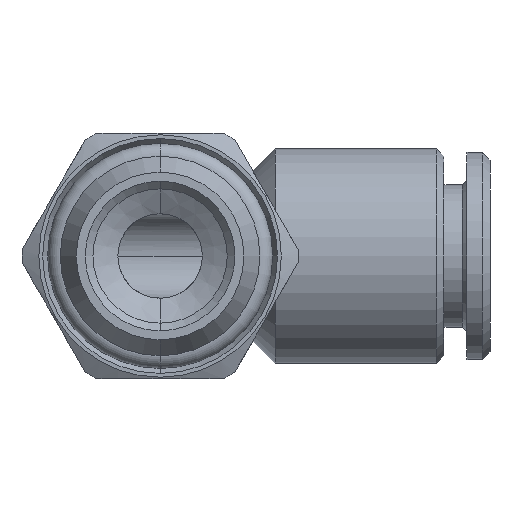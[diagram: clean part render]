
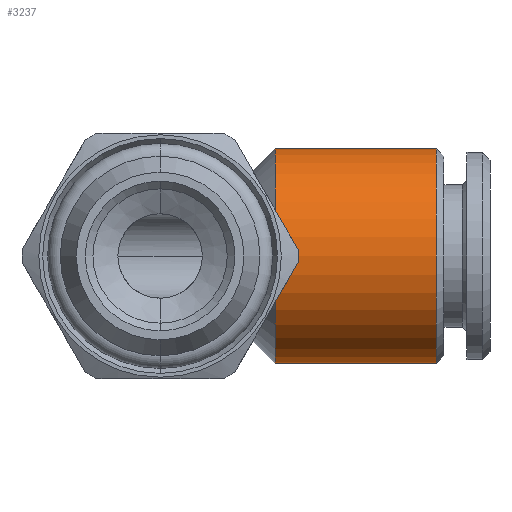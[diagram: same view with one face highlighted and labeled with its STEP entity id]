
A CAD part, front view. The second image highlights one B-rep face of the part: STEP entity #3237.
In plain terms, the highlighted cylindrical face has radius 7 mm (diameter 14 mm), a partial arc.
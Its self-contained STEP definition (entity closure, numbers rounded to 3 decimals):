
#267 = CARTESIAN_POINT ( 'NONE',  ( 7.5, 0., -7. ) ) ;
#428 = DIRECTION ( 'NONE',  ( -1., 0., 0. ) ) ;
#429 = VECTOR ( 'NONE', #428, 1000. ) ;
#438 = CARTESIAN_POINT ( 'NONE',  ( -3.45, 0., -7. ) ) ;
#439 = LINE ( 'NONE', #438, #429 ) ;
#1085 = DIRECTION ( 'NONE',  ( 0., 0., 1. ) ) ;
#1088 = CIRCLE ( 'NONE', #1092, 7. ) ;
#1091 = DIRECTION ( 'NONE',  ( -1., 0., 0. ) ) ;
#1092 = AXIS2_PLACEMENT_3D ( 'NONE', #1097, #1091, #1085 ) ;
#1097 = CARTESIAN_POINT ( 'NONE',  ( 7.5, 0., 0. ) ) ;
#1158 = CYLINDRICAL_SURFACE ( 'NONE', #1161, 7. ) ;
#1161 = AXIS2_PLACEMENT_3D ( 'NONE', #1179, #1167, #1166 ) ;
#1166 = DIRECTION ( 'NONE',  ( 0., 0., 1. ) ) ;
#1167 = DIRECTION ( 'NONE',  ( -1., 0., 0. ) ) ;
#1168 = FACE_OUTER_BOUND ( 'NONE', #3240, .T. ) ;
#1179 = CARTESIAN_POINT ( 'NONE',  ( -3.45, 0., 0. ) ) ;
#1206 = DIRECTION ( 'NONE',  ( -1., 0., 0. ) ) ;
#1207 = CARTESIAN_POINT ( 'NONE',  ( 18., 0., 0. ) ) ;
#1208 = AXIS2_PLACEMENT_3D ( 'NONE', #1207, #1206, #1209 ) ;
#1209 = DIRECTION ( 'NONE',  ( 0., 0., 1. ) ) ;
#1211 = CIRCLE ( 'NONE', #1208, 7. ) ;
#2121 = VERTEX_POINT ( 'NONE', #267 ) ;
#2212 = EDGE_CURVE ( 'NONE', #2465, #2121, #439, .T. ) ;
#2465 = VERTEX_POINT ( 'NONE', #2778 ) ;
#2519 = EDGE_CURVE ( 'NONE', #2523, #2551, #2875, .T. ) ;
#2523 = VERTEX_POINT ( 'NONE', #2869 ) ;
#2551 = VERTEX_POINT ( 'NONE', #2922 ) ;
#2653 = EDGE_CURVE ( 'NONE', #2121, #2551, #1088, .T. ) ;
#2778 = CARTESIAN_POINT ( 'NONE',  ( 18., 0., -7. ) ) ;
#2857 = DIRECTION ( 'NONE',  ( -1., 0., 0. ) ) ;
#2858 = VECTOR ( 'NONE', #2857, 1000. ) ;
#2869 = CARTESIAN_POINT ( 'NONE',  ( 18., 0., 7. ) ) ;
#2874 = CARTESIAN_POINT ( 'NONE',  ( -3.45, 0., 7. ) ) ;
#2875 = LINE ( 'NONE', #2874, #2858 ) ;
#2922 = CARTESIAN_POINT ( 'NONE',  ( 7.5, 0., 7. ) ) ;
#3232 = ORIENTED_EDGE ( 'NONE', *, *, #2653, .F. ) ;
#3237 = ADVANCED_FACE ( 'NONE', ( #1168 ), #1158, .T. ) ;
#3238 = ORIENTED_EDGE ( 'NONE', *, *, #3255, .T. ) ;
#3240 = EDGE_LOOP ( 'NONE', ( #3253, #3238, #3243, #3232 ) ) ;
#3243 = ORIENTED_EDGE ( 'NONE', *, *, #2519, .T. ) ;
#3253 = ORIENTED_EDGE ( 'NONE', *, *, #2212, .F. ) ;
#3255 = EDGE_CURVE ( 'NONE', #2465, #2523, #1211, .T. ) ;
